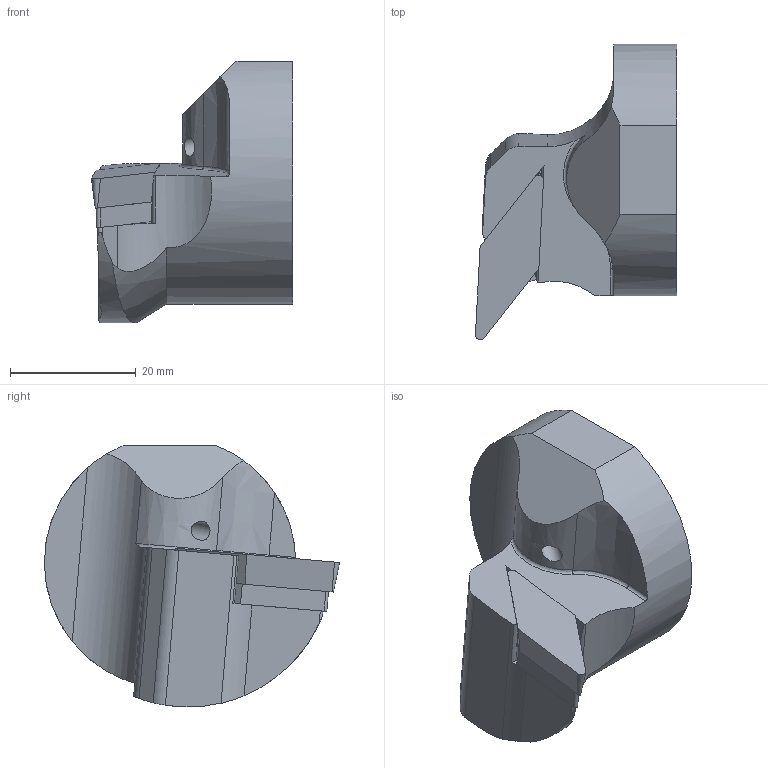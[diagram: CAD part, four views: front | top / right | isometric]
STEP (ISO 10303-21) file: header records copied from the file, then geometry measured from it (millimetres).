
FILE_DESCRIPTION(/* description */ (''),/* implementation_level */ '2;1');
FILE_NAME(/* name */ 'ATTC-A40-SVUCR-16.stp',/* time_stamp */ '2023-11-30T09:05:24+03:00',/* author */ (''),/* organization */ (''),/* preprocessor_version */ 'ST-DEVELOPER v19.4',/* originating_system */ 'SIEMENS PLM Software NX2306.3001',/* authorisation */ '');
FILE_SCHEMA (('AUTOMOTIVE_DESIGN { 1 0 10303 214 3 1 1 1 }'));
Length unit declared in the file: millimetre
Products named in the file (1): model1
Bounding box: 32 x 47 x 41.69 mm (x, y, z)
Volume: 23961.4 mm3; surface area: 6305.8 mm2
Topology: 2 solids, 2 shells, 56 faces, 148 edges, 96 vertices
Faces by surface type: plane 34, cylinder 14, cone 4, extrusion 2, bspline 2
Full cylindrical faces by diameter (mm): 3 x1
Entity records: 2287 total; most frequent: CARTESIAN_POINT 563, ORIENTED_EDGE 288, DIRECTION 272, EDGE_CURVE 144, VERTEX_POINT 95, AXIS2_PLACEMENT_3D 94, VECTOR 84, LINE 82
